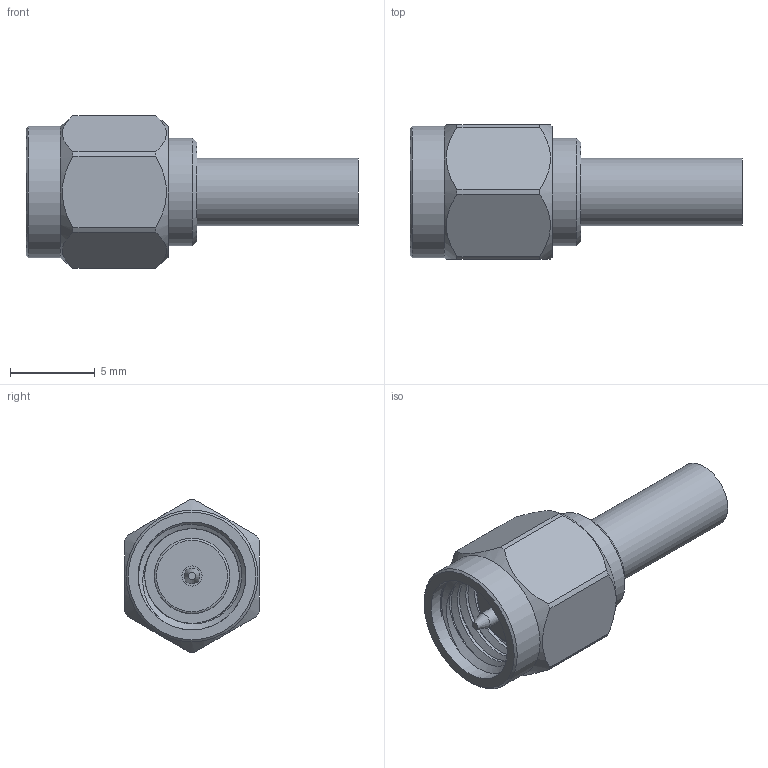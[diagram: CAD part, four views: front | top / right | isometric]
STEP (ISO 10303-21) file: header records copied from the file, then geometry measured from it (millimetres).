
FILE_DESCRIPTION (( 'STEP AP203' ), '1' );
FILE_NAME ('SC7060_3D.step', '2020-12-23T19:54:29', ( '' ), ( '' ), 'SwSTEP 2.0', 'SolidWorks 2018', '' );
FILE_SCHEMA (( 'CONFIG_CONTROL_DESIGN' ));
Length unit declared in the file: inch
Products named in the file (1): SC7060_3D
Bounding box: 19.56 x 7.94 x 8.99 mm (x, y, z)
Volume: 442.5 mm3; surface area: 816.4 mm2
Topology: 2 solids, 2 shells, 50 faces, 126 edges, 87 vertices
Faces by surface type: cylinder 22, plane 17, cone 7, bspline 4
Full cylindrical faces by diameter (mm): 0.94 x1, 1.194 x1, 1.702 x1, 2.5 x1, 3.136 x1, 4 x1, 4.445 x1, 6.35 x7, 7.762 x1
Entity records: 3411 total; most frequent: CARTESIAN_POINT 2375, ORIENTED_EDGE 200, DIRECTION 170, EDGE_CURVE 100, VERTEX_POINT 84, AXIS2_PLACEMENT_3D 79, EDGE_LOOP 70, FACE_OUTER_BOUND 55
